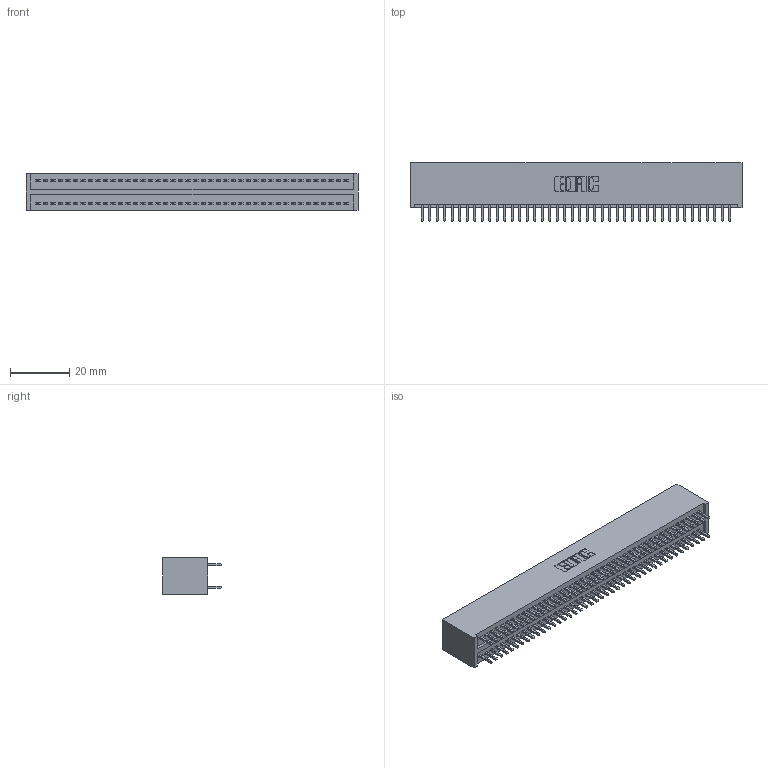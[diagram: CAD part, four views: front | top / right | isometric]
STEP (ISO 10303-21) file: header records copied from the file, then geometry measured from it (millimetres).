
FILE_DESCRIPTION (( 'STEP AP203' ), '1' );
FILE_NAME ('325-084-520-201.STEP', '2020-02-25T05:01:20', ( '' ), ( '' ), 'SwSTEP 2.0', 'SolidWorks 2016', '' );
FILE_SCHEMA (( 'CONFIG_CONTROL_DESIGN' ));
Length unit declared in the file: inch
Products named in the file (3): 325 Part_Lugless; 325-292-001_325-293-120; 325-084-520-201
Assembly tree (85 placements, depth 2):
  325-084-520-201
    325 Part_Lugless
    325-292-001_325-293-120  x84
Bounding box: 112.32 x 19.68 x 12.45 mm (x, y, z)
Volume: 15093.4 mm3; surface area: 18759.9 mm2
Topology: 85 solids, 85 shells, 4474 faces, 13307 edges, 8758 vertices
Faces by surface type: plane 3090, cylinder 1384
Entity records: 26761 total; most frequent: CARTESIAN_POINT 4434, ORIENTED_EDGE 4370, DIRECTION 3781, EDGE_CURVE 2185, LINE 2065, VECTOR 2065, VERTEX_POINT 1454, AXIS2_PLACEMENT_3D 858
